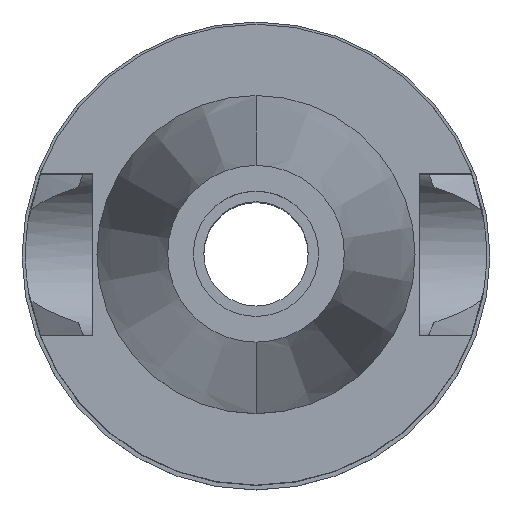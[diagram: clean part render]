
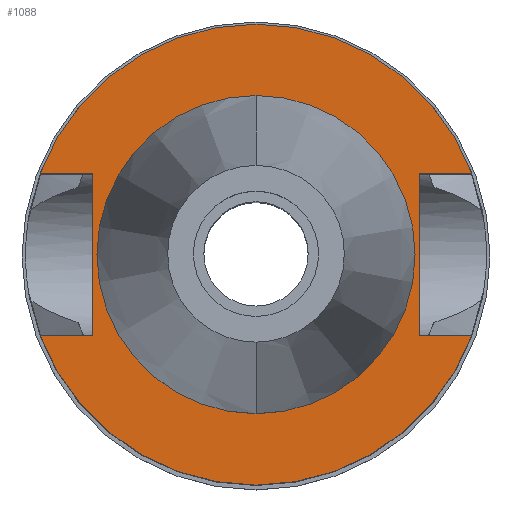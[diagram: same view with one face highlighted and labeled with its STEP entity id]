
A CAD part, top view. The second image highlights one B-rep face of the part: STEP entity #1088.
In plain terms, the highlighted planar face has unit normal (0, 0, 1).
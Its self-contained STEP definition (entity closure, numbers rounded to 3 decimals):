
#42 = VERTEX_POINT ( 'NONE', #2151 ) ;
#110 = LINE ( 'NONE', #1923, #484 ) ;
#127 = DIRECTION ( 'NONE',  ( 0., -1., 0. ) ) ;
#160 = CARTESIAN_POINT ( 'NONE',  ( 16.3, 8.05, -1. ) ) ;
#168 = CARTESIAN_POINT ( 'NONE',  ( 0., 0., -1. ) ) ;
#192 = EDGE_CURVE ( 'NONE', #2152, #1223, #2437, .T. ) ;
#227 = CARTESIAN_POINT ( 'NONE',  ( -16.3, 8.05, -1. ) ) ;
#251 = EDGE_CURVE ( 'NONE', #2674, #1082, #2471, .T. ) ;
#295 = DIRECTION ( 'NONE',  ( 0., 0., -1. ) ) ;
#303 = ORIENTED_EDGE ( 'NONE', *, *, #1796, .F. ) ;
#318 = VERTEX_POINT ( 'NONE', #2386 ) ;
#336 = AXIS2_PLACEMENT_3D ( 'NONE', #2637, #1666, #554 ) ;
#362 = VERTEX_POINT ( 'NONE', #2176 ) ;
#430 = AXIS2_PLACEMENT_3D ( 'NONE', #593, #1697, #2885 ) ;
#484 = VECTOR ( 'NONE', #2412, 1000. ) ;
#485 = CARTESIAN_POINT ( 'NONE',  ( 16.3, -8.05, -1. ) ) ;
#512 = DIRECTION ( 'NONE',  ( 0., -1., 0. ) ) ;
#516 = CARTESIAN_POINT ( 'NONE',  ( -16.3, -8.05, -1. ) ) ;
#542 = DIRECTION ( 'NONE',  ( 0., -1., 0. ) ) ;
#554 = DIRECTION ( 'NONE',  ( 0., -1., 0. ) ) ;
#569 = CIRCLE ( 'NONE', #336, 23. ) ;
#593 = CARTESIAN_POINT ( 'NONE',  ( 0., 0., -1. ) ) ;
#620 = EDGE_LOOP ( 'NONE', ( #1547, #1832 ) ) ;
#681 = CARTESIAN_POINT ( 'NONE',  ( -16.3, -8.05, -1. ) ) ;
#702 = EDGE_CURVE ( 'NONE', #1586, #318, #110, .T. ) ;
#706 = VECTOR ( 'NONE', #1220, 1000. ) ;
#745 = EDGE_CURVE ( 'NONE', #901, #362, #2394, .T. ) ;
#751 = VERTEX_POINT ( 'NONE', #1888 ) ;
#769 = CARTESIAN_POINT ( 'NONE',  ( 0., -15.875, -1. ) ) ;
#814 = ORIENTED_EDGE ( 'NONE', *, *, #2296, .T. ) ;
#871 = VECTOR ( 'NONE', #1205, 1000. ) ;
#901 = VERTEX_POINT ( 'NONE', #485 ) ;
#1030 = LINE ( 'NONE', #516, #706 ) ;
#1082 = VERTEX_POINT ( 'NONE', #769 ) ;
#1088 = ADVANCED_FACE ( 'NONE', ( #1648, #1431 ), #2367, .F. ) ;
#1187 = DIRECTION ( 'NONE',  ( 0., 0., 1. ) ) ;
#1205 = DIRECTION ( 'NONE',  ( 1., 0., 0. ) ) ;
#1220 = DIRECTION ( 'NONE',  ( 0., 1., 0. ) ) ;
#1223 = VERTEX_POINT ( 'NONE', #1615 ) ;
#1274 = CARTESIAN_POINT ( 'NONE',  ( 16.3, 8.05, -1. ) ) ;
#1419 = CARTESIAN_POINT ( 'NONE',  ( 0., 0., -1. ) ) ;
#1431 = FACE_BOUND ( 'NONE', #620, .T. ) ;
#1466 = EDGE_LOOP ( 'NONE', ( #814, #2812, #2529, #303, #2315, #2889, #2388, #1701 ) ) ;
#1493 = EDGE_CURVE ( 'NONE', #1082, #2674, #2089, .T. ) ;
#1518 = DIRECTION ( 'NONE',  ( 0., 1., 0. ) ) ;
#1547 = ORIENTED_EDGE ( 'NONE', *, *, #251, .F. ) ;
#1571 = AXIS2_PLACEMENT_3D ( 'NONE', #168, #2000, #1518 ) ;
#1586 = VERTEX_POINT ( 'NONE', #227 ) ;
#1615 = CARTESIAN_POINT ( 'NONE',  ( 21.545, 8.05, -1. ) ) ;
#1646 = LINE ( 'NONE', #2762, #2354 ) ;
#1648 = FACE_OUTER_BOUND ( 'NONE', #1466, .T. ) ;
#1666 = DIRECTION ( 'NONE',  ( 0., 0., -1. ) ) ;
#1682 = CARTESIAN_POINT ( 'NONE',  ( 16.3, -8.05, -1. ) ) ;
#1683 = DIRECTION ( 'NONE',  ( -1., 0., 0. ) ) ;
#1697 = DIRECTION ( 'NONE',  ( 0., 0., 1. ) ) ;
#1701 = ORIENTED_EDGE ( 'NONE', *, *, #2474, .F. ) ;
#1796 = EDGE_CURVE ( 'NONE', #2152, #901, #1646, .T. ) ;
#1813 = LINE ( 'NONE', #681, #1896 ) ;
#1832 = ORIENTED_EDGE ( 'NONE', *, *, #1493, .F. ) ;
#1888 = CARTESIAN_POINT ( 'NONE',  ( -21.545, -8.05, -1. ) ) ;
#1896 = VECTOR ( 'NONE', #1683, 1000. ) ;
#1923 = CARTESIAN_POINT ( 'NONE',  ( -16.3, 8.05, -1. ) ) ;
#1943 = AXIS2_PLACEMENT_3D ( 'NONE', #2607, #295, #542 ) ;
#2000 = DIRECTION ( 'NONE',  ( 0., 0., -1. ) ) ;
#2089 = CIRCLE ( 'NONE', #2973, 15.875 ) ;
#2151 = CARTESIAN_POINT ( 'NONE',  ( -16.3, -8.05, -1. ) ) ;
#2152 = VERTEX_POINT ( 'NONE', #160 ) ;
#2176 = CARTESIAN_POINT ( 'NONE',  ( 21.545, -8.05, -1. ) ) ;
#2208 = CARTESIAN_POINT ( 'NONE',  ( 0., 15.875, -1. ) ) ;
#2296 = EDGE_CURVE ( 'NONE', #42, #751, #1813, .T. ) ;
#2315 = ORIENTED_EDGE ( 'NONE', *, *, #192, .T. ) ;
#2354 = VECTOR ( 'NONE', #127, 1000. ) ;
#2367 = PLANE ( 'NONE',  #1943 ) ;
#2386 = CARTESIAN_POINT ( 'NONE',  ( -21.545, 8.05, -1. ) ) ;
#2388 = ORIENTED_EDGE ( 'NONE', *, *, #702, .F. ) ;
#2394 = LINE ( 'NONE', #1682, #871 ) ;
#2401 = DIRECTION ( 'NONE',  ( 1., 0., 0. ) ) ;
#2412 = DIRECTION ( 'NONE',  ( -1., 0., 0. ) ) ;
#2413 = CIRCLE ( 'NONE', #1571, 23. ) ;
#2437 = LINE ( 'NONE', #1274, #2945 ) ;
#2471 = CIRCLE ( 'NONE', #430, 15.875 ) ;
#2474 = EDGE_CURVE ( 'NONE', #42, #1586, #1030, .T. ) ;
#2529 = ORIENTED_EDGE ( 'NONE', *, *, #745, .F. ) ;
#2607 = CARTESIAN_POINT ( 'NONE',  ( 0., 0., -1. ) ) ;
#2637 = CARTESIAN_POINT ( 'NONE',  ( 0., 0., -1. ) ) ;
#2674 = VERTEX_POINT ( 'NONE', #2208 ) ;
#2694 = EDGE_CURVE ( 'NONE', #318, #1223, #2413, .T. ) ;
#2762 = CARTESIAN_POINT ( 'NONE',  ( 16.3, 8.05, -1. ) ) ;
#2812 = ORIENTED_EDGE ( 'NONE', *, *, #2967, .F. ) ;
#2885 = DIRECTION ( 'NONE',  ( 0., 1., 0. ) ) ;
#2889 = ORIENTED_EDGE ( 'NONE', *, *, #2694, .F. ) ;
#2945 = VECTOR ( 'NONE', #2401, 1000. ) ;
#2967 = EDGE_CURVE ( 'NONE', #362, #751, #569, .T. ) ;
#2973 = AXIS2_PLACEMENT_3D ( 'NONE', #1419, #1187, #512 ) ;
